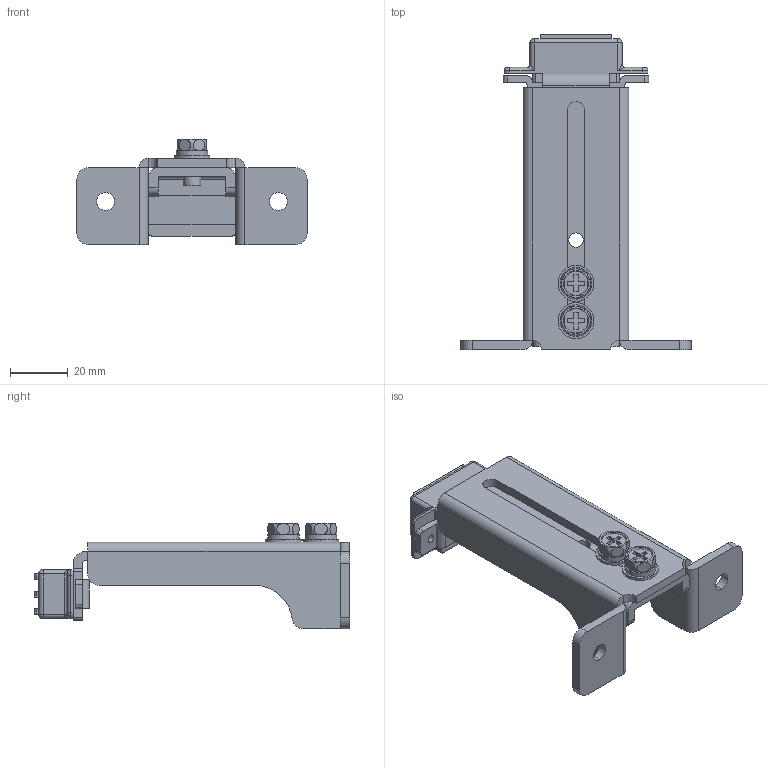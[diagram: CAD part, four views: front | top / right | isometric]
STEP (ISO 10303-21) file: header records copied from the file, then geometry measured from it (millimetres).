
FILE_DESCRIPTION (( 'STEP AP203' ), '1' );
FILE_NAME ('B-77-11M_.STEP', '2011-10-17T04:01:08', ( '' ), ( '' ), 'SwSTEP 2.0', 'SolidWorks 2011', '' );
FILE_SCHEMA (( 'CONFIG_CONTROL_DESIGN' ));
Length unit declared in the file: millimetre
Products named in the file (9): B-77-11M_; 十字穴付六角ねじM6（平W・SW付）_首下12mm; 暯儚僢僔儍乕M6摿庩_冇12.5亊冇6亊t1.0; 僗僾儕儞僌儚僢僔儍乕M6_冇11亊冇6亊t1.6; 廫帤寠晅偒榋妏儃儖僩M6_M6亊12; B-77-10M,-11M僽儔働僢僩_; B-77-10M,11M儅僌僱僢僩_; B-77-10M,-11M受け_; B-77-10M,-11M本体__B-77-11M
Assembly tree (9 placements, depth 3):
  B-77-11M_
    十字穴付六角ねじM6（平W・SW付）_首下12mm  x2
      暯儚僢僔儍乕M6摿庩_冇12.5亊冇6亊t1.0
      僗僾儕儞僌儚僢僔儍乕M6_冇11亊冇6亊t1.6
      廫帤寠晅偒榋妏儃儖僩M6_M6亊12
    B-77-10M,-11M僽儔働僢僩_
    B-77-10M,11M儅僌僱僢僩_
    B-77-10M,-11M受け_
    B-77-10M,-11M本体__B-77-11M
Bounding box: 80 x 109.5 x 36.6 mm (x, y, z)
Volume: 45063.5 mm3; surface area: 31652.4 mm2
Topology: 10 solids, 10 shells, 279 faces, 686 edges, 428 vertices
Faces by surface type: plane 139, cylinder 108, torus 20, cone 4, sphere 4, bspline 4
Entity records: 8557 total; most frequent: CARTESIAN_POINT 1809, DIRECTION 1272, ORIENTED_EDGE 1164, EDGE_CURVE 582, AXIS2_PLACEMENT_3D 467, VERTEX_POINT 368, VECTOR 338, LINE 338
